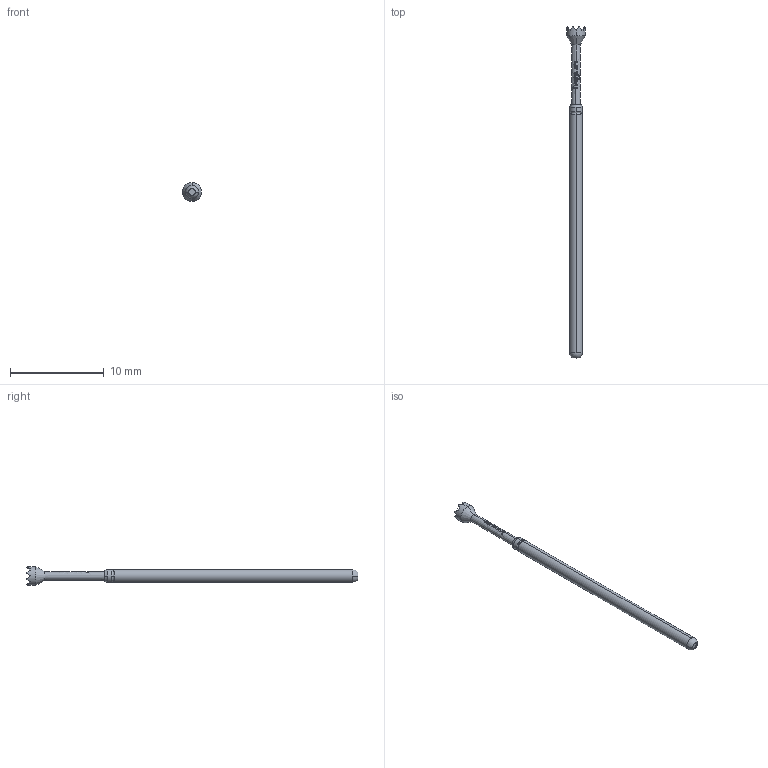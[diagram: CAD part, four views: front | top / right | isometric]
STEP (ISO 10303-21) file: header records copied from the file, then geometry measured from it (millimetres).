
FILE_DESCRIPTION (( 'STEP AP203' ), '1' );
FILE_NAME ('INGUN_GKS-100_306_200_A_xx00_LH.STEP', '2021-10-29T08:55:42', ( 'ochi' ), ( '' ), 'SwSTEP 2.0', 'SolidWorks 2018', '' );
FILE_SCHEMA (( 'CONFIG_CONTROL_DESIGN' ));
Length unit declared in the file: millimetre
Products named in the file (1): INGUN_GKS-100_306_200_A_xx00_LH
Bounding box: 2 x 35.4 x 2 mm (x, y, z)
Volume: 47.6 mm3; surface area: 152.2 mm2
Topology: 1 solids, 1 shells, 153 faces, 381 edges, 230 vertices
Faces by surface type: bspline 59, plane 58, cone 20, cylinder 8, torus 6, sphere 2
Entity records: 5555 total; most frequent: CARTESIAN_POINT 2539, ORIENTED_EDGE 758, EDGE_CURVE 379, DIRECTION 370, VERTEX_POINT 230, B_SPLINE_CURVE_WITH_KNOTS 207, EDGE_LOOP 155, ADVANCED_FACE 153
